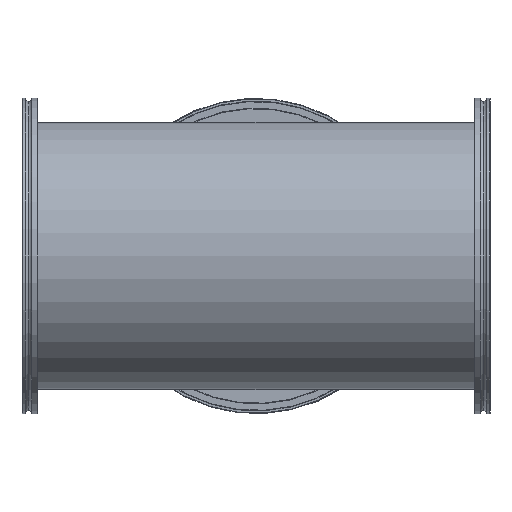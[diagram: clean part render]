
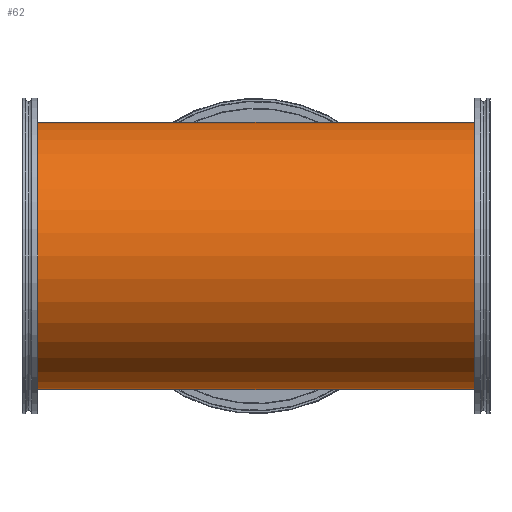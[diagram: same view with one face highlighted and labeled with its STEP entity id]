
A CAD part, front view. The second image highlights one B-rep face of the part: STEP entity #62.
In plain terms, the highlighted cylindrical face has radius 101.6 mm (diameter 203.2 mm), a partial arc.
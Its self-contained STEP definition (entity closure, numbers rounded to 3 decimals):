
#5 = CARTESIAN_POINT ( 'NONE',  ( 171.5, 0., -101.6 ) ) ;
#62 = ADVANCED_FACE ( 'NONE', ( #94 ), #378, .T. ) ;
#67 = CARTESIAN_POINT ( 'NONE',  ( -171.5, 0., 101.6 ) ) ;
#80 = CARTESIAN_POINT ( 'NONE',  ( 171.5, 0., -101.6 ) ) ;
#94 = FACE_OUTER_BOUND ( 'NONE', #1493, .T. ) ;
#112 = ORIENTED_EDGE ( 'NONE', *, *, #1532, .F. ) ;
#120 = VERTEX_POINT ( 'NONE', #1581 ) ;
#146 = VECTOR ( 'NONE', #634, 1000. ) ;
#256 = CARTESIAN_POINT ( 'NONE',  ( 171.5, 0., 0. ) ) ;
#257 = CARTESIAN_POINT ( 'NONE',  ( 171.5, 0., 101.6 ) ) ;
#261 = LINE ( 'NONE', #980, #1584 ) ;
#312 = DIRECTION ( 'NONE',  ( -1., 0., 0. ) ) ;
#356 = ORIENTED_EDGE ( 'NONE', *, *, #875, .F. ) ;
#378 = CYLINDRICAL_SURFACE ( 'NONE', #541, 101.6 ) ;
#380 = VECTOR ( 'NONE', #312, 1000. ) ;
#384 = DIRECTION ( 'NONE',  ( 0., 0., -1. ) ) ;
#415 = CIRCLE ( 'NONE', #691, 101.6 ) ;
#471 = EDGE_CURVE ( 'NONE', #733, #855, #415, .T. ) ;
#496 = CARTESIAN_POINT ( 'NONE',  ( 171.5, 0., 101.6 ) ) ;
#518 = DIRECTION ( 'NONE',  ( 0., 0., 1. ) ) ;
#541 = AXIS2_PLACEMENT_3D ( 'NONE', #884, #889, #518 ) ;
#634 = DIRECTION ( 'NONE',  ( -1., 0., 0. ) ) ;
#646 = CARTESIAN_POINT ( 'NONE',  ( -171.5, 0., 0. ) ) ;
#691 = AXIS2_PLACEMENT_3D ( 'NONE', #646, #1411, #1373 ) ;
#723 = LINE ( 'NONE', #815, #380 ) ;
#732 = CARTESIAN_POINT ( 'NONE',  ( -171.5, 0., -101.6 ) ) ;
#733 = VERTEX_POINT ( 'NONE', #67 ) ;
#792 = ORIENTED_EDGE ( 'NONE', *, *, #471, .T. ) ;
#815 = CARTESIAN_POINT ( 'NONE',  ( 171.5, 0., 101.6 ) ) ;
#855 = VERTEX_POINT ( 'NONE', #732 ) ;
#875 = EDGE_CURVE ( 'NONE', #1451, #891, #261, .T. ) ;
#884 = CARTESIAN_POINT ( 'NONE',  ( 171.5, 0., 0. ) ) ;
#889 = DIRECTION ( 'NONE',  ( -1., 0., 0. ) ) ;
#891 = VERTEX_POINT ( 'NONE', #1504 ) ;
#980 = CARTESIAN_POINT ( 'NONE',  ( 171.5, 0., -101.6 ) ) ;
#986 = ORIENTED_EDGE ( 'NONE', *, *, #1381, .T. ) ;
#992 = EDGE_CURVE ( 'NONE', #1473, #120, #1156, .T. ) ;
#1115 = ORIENTED_EDGE ( 'NONE', *, *, #992, .T. ) ;
#1125 = EDGE_CURVE ( 'NONE', #891, #855, #1329, .T. ) ;
#1141 = DIRECTION ( 'NONE',  ( 1., 0., 0. ) ) ;
#1156 = LINE ( 'NONE', #257, #146 ) ;
#1229 = AXIS2_PLACEMENT_3D ( 'NONE', #256, #1141, #384 ) ;
#1236 = CIRCLE ( 'NONE', #1229, 101.6 ) ;
#1329 = LINE ( 'NONE', #5, #1353 ) ;
#1353 = VECTOR ( 'NONE', #1384, 1000. ) ;
#1367 = ORIENTED_EDGE ( 'NONE', *, *, #1125, .F. ) ;
#1373 = DIRECTION ( 'NONE',  ( 0., 0., -1. ) ) ;
#1381 = EDGE_CURVE ( 'NONE', #120, #733, #723, .T. ) ;
#1384 = DIRECTION ( 'NONE',  ( -1., 0., 0. ) ) ;
#1411 = DIRECTION ( 'NONE',  ( 1., 0., 0. ) ) ;
#1451 = VERTEX_POINT ( 'NONE', #80 ) ;
#1473 = VERTEX_POINT ( 'NONE', #496 ) ;
#1493 = EDGE_LOOP ( 'NONE', ( #356, #112, #1115, #986, #792, #1367 ) ) ;
#1504 = CARTESIAN_POINT ( 'NONE',  ( 0., 0., -101.6 ) ) ;
#1532 = EDGE_CURVE ( 'NONE', #1473, #1451, #1236, .T. ) ;
#1581 = CARTESIAN_POINT ( 'NONE',  ( 0., 0., 101.6 ) ) ;
#1584 = VECTOR ( 'NONE', #1624, 1000. ) ;
#1624 = DIRECTION ( 'NONE',  ( -1., 0., 0. ) ) ;
